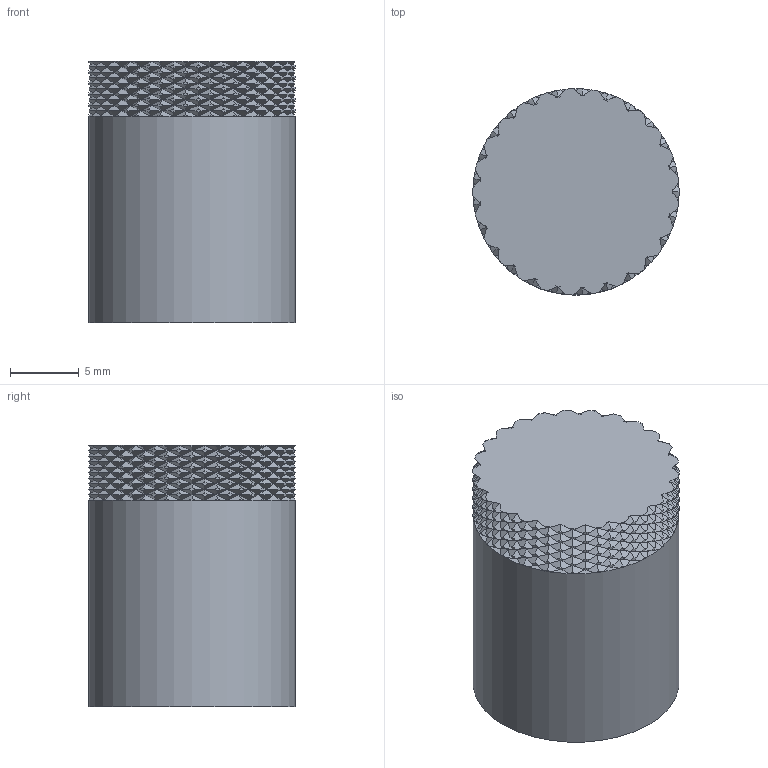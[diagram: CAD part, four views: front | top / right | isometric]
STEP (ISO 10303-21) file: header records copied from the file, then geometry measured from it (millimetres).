
FILE_DESCRIPTION(/* description */ (''),/* implementation_level */ '2;1');
FILE_NAME(/* name */ 'PCB Clamp Param. v3.step',/* time_stamp */ '2022-11-04T19:21:18-07:00',/* author */ (''),/* organization */ (''),/* preprocessor_version */ 'ST-DEVELOPER v19.2',/* originating_system */ 'Autodesk Translation Framework v11.17.0.187',/* authorisation */ '');
FILE_SCHEMA (('AUTOMOTIVE_DESIGN { 1 0 10303 214 3 1 1 }'));
Length unit declared in the file: millimetre
Products named in the file (3): PCB Clamp Param.; Clamp_Base; Clamp_Top
Assembly tree (2 placements, depth 2):
  PCB Clamp Param.
    Clamp_Base
    Clamp_Top
Bounding box: 15 x 15 x 19 mm (x, y, z)
Volume: 3297.7 mm3; surface area: 2048 mm2
Topology: 2 solids, 2 shells, 1306 faces, 2675 edges, 1375 vertices
Faces by surface type: bspline 1004, cylinder 296, plane 6
Full cylindrical faces by diameter (mm): 4.811 x1, 5.118 x2, 6.167 x2, 6.35 x2, 15 x1
Entity records: 49914 total; most frequent: CARTESIAN_POINT 31299, ORIENTED_EDGE 5350, EDGE_CURVE 2675, B_SPLINE_CURVE_WITH_KNOTS 2548, VERTEX_POINT 1375, EDGE_LOOP 1308, FACE_OUTER_BOUND 1306, ADVANCED_FACE 1306
